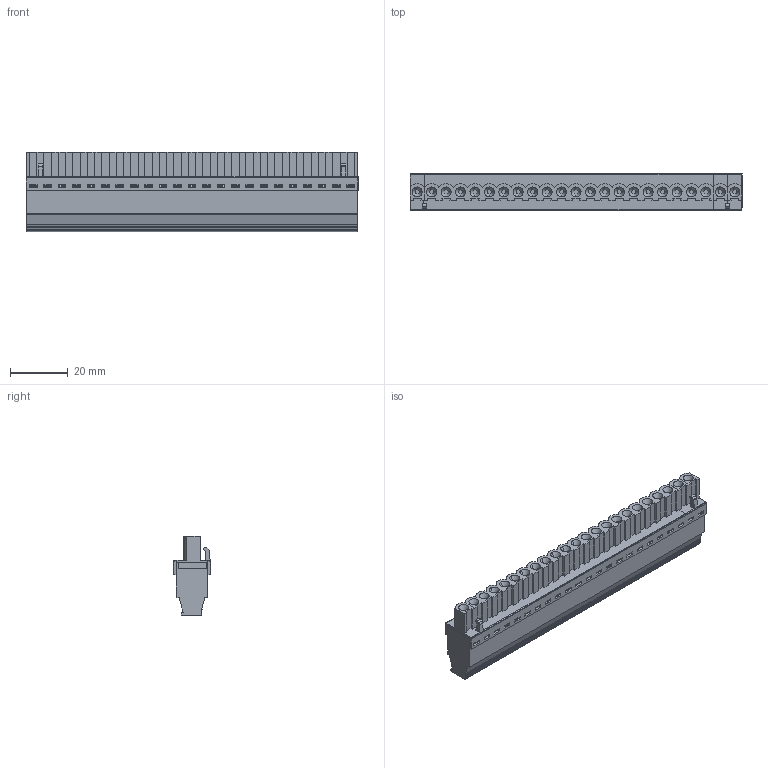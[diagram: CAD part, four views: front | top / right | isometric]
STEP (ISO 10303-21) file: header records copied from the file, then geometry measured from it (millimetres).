
FILE_DESCRIPTION(('STEP AP214'),'1');
FILE_NAME('SV23-5-P.stp','2020-03-24T11:03:50',(' '),(' '),'Spatial InterOp 3D',' ',' ');
FILE_SCHEMA(('AUTOMOTIVE_DESIGN { 1 0 10303 214 1 1 1 1 }'));
Length unit declared in the file: metre
Products named in the file (1): 1
Bounding box: 115 x 12.59 x 27.6 mm (x, y, z)
Volume: 25862.9 mm3; surface area: 13356.7 mm2
Topology: 1 solids, 1 shells, 1311 faces, 3241 edges, 2139 vertices
Faces by surface type: plane 1039, cylinder 216, cone 56
Full cylindrical faces by diameter (mm): 1.588 x14, 2.6 x22, 2.829 x22, 3.474 x1, 3.8 x22, 3.97 x22
Entity records: 47305 total; most frequent: CARTESIAN_POINT 6660, DIRECTION 6043, ORIENTED_EDGE 5974, EDGE_CURVE 2987, LINE 2405, VECTOR 2405, VERTEX_POINT 2024, AXIS2_PLACEMENT_3D 1819
